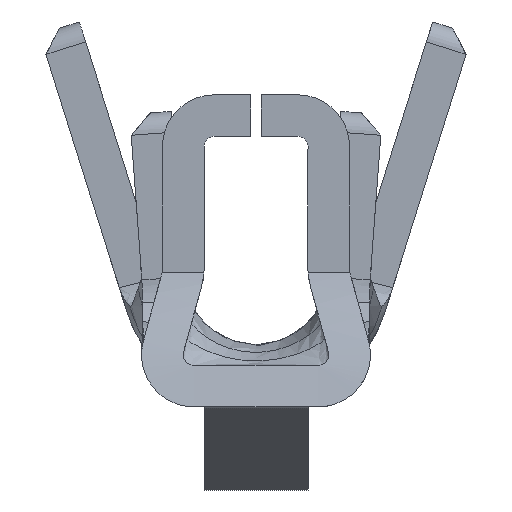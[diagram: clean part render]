
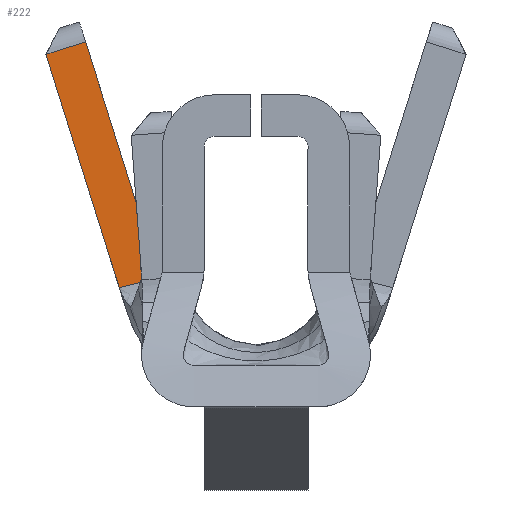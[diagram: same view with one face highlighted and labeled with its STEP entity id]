
A CAD part, front view. The second image highlights one B-rep face of the part: STEP entity #222.
In plain terms, the highlighted planar face has unit normal (0, -1, 0).
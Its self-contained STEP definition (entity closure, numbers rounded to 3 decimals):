
#222 = ADVANCED_FACE( '', ( #519 ), #520, .F. );
#519 = FACE_OUTER_BOUND( '', #1115, .T. );
#520 = PLANE( '', #1116 );
#1115 = EDGE_LOOP( '', ( #2200, #2201, #2202, #2203 ) );
#1116 = AXIS2_PLACEMENT_3D( '', #2204, #2205, #2206 );
#2200 = ORIENTED_EDGE( '', *, *, #3123, .F. );
#2201 = ORIENTED_EDGE( '', *, *, #3124, .F. );
#2202 = ORIENTED_EDGE( '', *, *, #3125, .T. );
#2203 = ORIENTED_EDGE( '', *, *, #3113, .F. );
#2204 = CARTESIAN_POINT( '', ( 0., -0.5, 0.65 ) );
#2205 = DIRECTION( '', ( 0., 1., 0. ) );
#2206 = DIRECTION( '', ( 0., 0., 1. ) );
#3113 = EDGE_CURVE( '', #3689, #3521, #3691, .T. );
#3123 = EDGE_CURVE( '', #3706, #3689, #3707, .F. );
#3124 = EDGE_CURVE( '', #3708, #3706, #3709, .T. );
#3125 = EDGE_CURVE( '', #3708, #3521, #3710, .T. );
#3521 = VERTEX_POINT( '', #4288 );
#3689 = VERTEX_POINT( '', #4665 );
#3691 = LINE( '', #4667, #4668 );
#3706 = VERTEX_POINT( '', #4704 );
#3707 = LINE( '', #4705, #4706 );
#3708 = VERTEX_POINT( '', #4707 );
#3709 = LINE( '', #4708, #4709 );
#3710 = B_SPLINE_CURVE_WITH_KNOTS( '', 3, ( #4710, #4711, #4712, #4713 ), .UNSPECIFIED., .F., .F., ( 4, 4 ), ( 0., 0. ), .UNSPECIFIED. );
#4288 = CARTESIAN_POINT( '', ( -0.462, -0.5, 0.62 ) );
#4665 = CARTESIAN_POINT( '', ( -0.819, -0.5, 1.755 ) );
#4667 = CARTESIAN_POINT( '', ( -0.849, -0.5, 1.85 ) );
#4668 = VECTOR( '', #5583, 1000. );
#4704 = CARTESIAN_POINT( '', ( -1.01, -0.5, 1.695 ) );
#4705 = CARTESIAN_POINT( '', ( 3.743, -0.5, 3.19 ) );
#4706 = VECTOR( '', #5590, 1000. );
#4707 = CARTESIAN_POINT( '', ( -0.657, -0.5, 0.573 ) );
#4708 = CARTESIAN_POINT( '', ( -0.62, -0.5, 0.455 ) );
#4709 = VECTOR( '', #5591, 1000. );
#4710 = CARTESIAN_POINT( '', ( -0.657, -0.5, 0.573 ) );
#4711 = CARTESIAN_POINT( '', ( -0.592, -0.5, 0.589 ) );
#4712 = CARTESIAN_POINT( '', ( -0.527, -0.5, 0.605 ) );
#4713 = CARTESIAN_POINT( '', ( -0.462, -0.5, 0.62 ) );
#5583 = DIRECTION( '', ( 0.3, 0., -0.954 ) );
#5590 = DIRECTION( '', ( -0.954, 0., -0.3 ) );
#5591 = DIRECTION( '', ( -0.3, 0., 0.954 ) );
